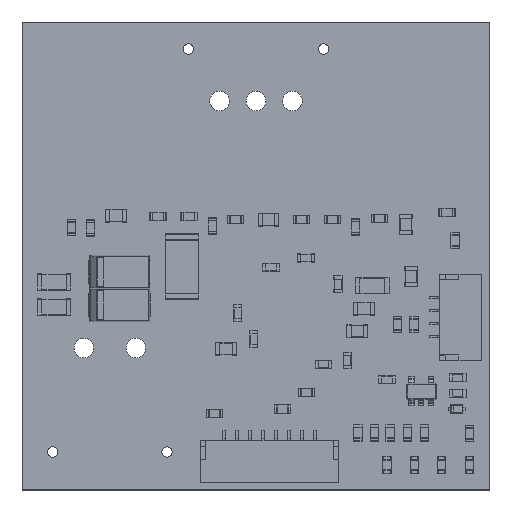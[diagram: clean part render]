
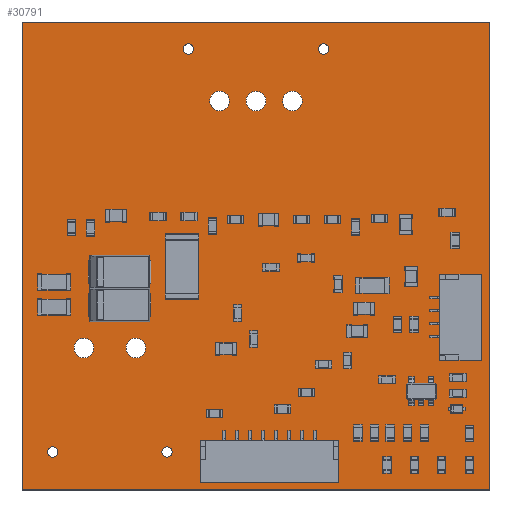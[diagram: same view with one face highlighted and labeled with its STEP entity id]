
A CAD part, top view. The second image highlights one B-rep face of the part: STEP entity #30791.
In plain terms, the highlighted planar face has unit normal (0, 0, 1).
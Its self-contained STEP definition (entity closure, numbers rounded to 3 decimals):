
#30580 = VERTEX_POINT('',#30581);
#30581 = CARTESIAN_POINT('',(168.,-149.5,1.6));
#30587 = EDGE_CURVE('',#30580,#30588,#30590,.T.);
#30588 = VERTEX_POINT('',#30589);
#30589 = CARTESIAN_POINT('',(123.,-149.5,1.6));
#30590 = LINE('',#30591,#30592);
#30591 = CARTESIAN_POINT('',(168.,-149.5,1.6));
#30592 = VECTOR('',#30593,1.);
#30593 = DIRECTION('',(-1.,0.,0.));
#30620 = VERTEX_POINT('',#30621);
#30621 = CARTESIAN_POINT('',(168.,-104.5,1.6));
#30627 = EDGE_CURVE('',#30620,#30580,#30628,.T.);
#30628 = LINE('',#30629,#30630);
#30629 = CARTESIAN_POINT('',(168.,-104.5,1.6));
#30630 = VECTOR('',#30631,1.);
#30631 = DIRECTION('',(0.,-1.,0.));
#30649 = EDGE_CURVE('',#30588,#30650,#30652,.T.);
#30650 = VERTEX_POINT('',#30651);
#30651 = CARTESIAN_POINT('',(123.,-104.5,1.6));
#30652 = LINE('',#30653,#30654);
#30653 = CARTESIAN_POINT('',(123.,-149.5,1.6));
#30654 = VECTOR('',#30655,1.);
#30655 = DIRECTION('',(0.,1.,0.));
#30791 = ADVANCED_FACE('',(#30792,#30803,#30814,#30825,#30836,#30847,
    #30858,#30869,#30880,#30891),#30902,.T.);
#30792 = FACE_BOUND('',#30793,.T.);
#30793 = EDGE_LOOP('',(#30794,#30795,#30796,#30802));
#30794 = ORIENTED_EDGE('',*,*,#30587,.F.);
#30795 = ORIENTED_EDGE('',*,*,#30627,.F.);
#30796 = ORIENTED_EDGE('',*,*,#30797,.F.);
#30797 = EDGE_CURVE('',#30650,#30620,#30798,.T.);
#30798 = LINE('',#30799,#30800);
#30799 = CARTESIAN_POINT('',(123.,-104.5,1.6));
#30800 = VECTOR('',#30801,1.);
#30801 = DIRECTION('',(1.,0.,0.));
#30802 = ORIENTED_EDGE('',*,*,#30649,.F.);
#30803 = FACE_BOUND('',#30804,.T.);
#30804 = EDGE_LOOP('',(#30805));
#30805 = ORIENTED_EDGE('',*,*,#30806,.T.);
#30806 = EDGE_CURVE('',#30807,#30807,#30809,.T.);
#30807 = VERTEX_POINT('',#30808);
#30808 = CARTESIAN_POINT('',(125.95,-146.35,1.6));
#30809 = CIRCLE('',#30810,0.5);
#30810 = AXIS2_PLACEMENT_3D('',#30811,#30812,#30813);
#30811 = CARTESIAN_POINT('',(125.95,-145.85,1.6));
#30812 = DIRECTION('',(-0.,0.,-1.));
#30813 = DIRECTION('',(-0.,-1.,0.));
#30814 = FACE_BOUND('',#30815,.T.);
#30815 = EDGE_LOOP('',(#30816));
#30816 = ORIENTED_EDGE('',*,*,#30817,.T.);
#30817 = EDGE_CURVE('',#30818,#30818,#30820,.T.);
#30818 = VERTEX_POINT('',#30819);
#30819 = CARTESIAN_POINT('',(136.95,-146.35,1.6));
#30820 = CIRCLE('',#30821,0.5);
#30821 = AXIS2_PLACEMENT_3D('',#30822,#30823,#30824);
#30822 = CARTESIAN_POINT('',(136.95,-145.85,1.6));
#30823 = DIRECTION('',(-0.,0.,-1.));
#30824 = DIRECTION('',(-0.,-1.,0.));
#30825 = FACE_BOUND('',#30826,.T.);
#30826 = EDGE_LOOP('',(#30827));
#30827 = ORIENTED_EDGE('',*,*,#30828,.T.);
#30828 = EDGE_CURVE('',#30829,#30829,#30831,.T.);
#30829 = VERTEX_POINT('',#30830);
#30830 = CARTESIAN_POINT('',(128.95,-136.8,1.6));
#30831 = CIRCLE('',#30832,0.95);
#30832 = AXIS2_PLACEMENT_3D('',#30833,#30834,#30835);
#30833 = CARTESIAN_POINT('',(128.95,-135.85,1.6));
#30834 = DIRECTION('',(-0.,0.,-1.));
#30835 = DIRECTION('',(-0.,-1.,0.));
#30836 = FACE_BOUND('',#30837,.T.);
#30837 = EDGE_LOOP('',(#30838));
#30838 = ORIENTED_EDGE('',*,*,#30839,.T.);
#30839 = EDGE_CURVE('',#30840,#30840,#30842,.T.);
#30840 = VERTEX_POINT('',#30841);
#30841 = CARTESIAN_POINT('',(133.95,-136.8,1.6));
#30842 = CIRCLE('',#30843,0.95);
#30843 = AXIS2_PLACEMENT_3D('',#30844,#30845,#30846);
#30844 = CARTESIAN_POINT('',(133.95,-135.85,1.6));
#30845 = DIRECTION('',(-0.,0.,-1.));
#30846 = DIRECTION('',(-0.,-1.,0.));
#30847 = FACE_BOUND('',#30848,.T.);
#30848 = EDGE_LOOP('',(#30849));
#30849 = ORIENTED_EDGE('',*,*,#30850,.T.);
#30850 = EDGE_CURVE('',#30851,#30851,#30853,.T.);
#30851 = VERTEX_POINT('',#30852);
#30852 = CARTESIAN_POINT('',(142.,-113.05,1.6));
#30853 = CIRCLE('',#30854,0.95);
#30854 = AXIS2_PLACEMENT_3D('',#30855,#30856,#30857);
#30855 = CARTESIAN_POINT('',(142.,-112.1,1.6));
#30856 = DIRECTION('',(-0.,0.,-1.));
#30857 = DIRECTION('',(-0.,-1.,0.));
#30858 = FACE_BOUND('',#30859,.T.);
#30859 = EDGE_LOOP('',(#30860));
#30860 = ORIENTED_EDGE('',*,*,#30861,.T.);
#30861 = EDGE_CURVE('',#30862,#30862,#30864,.T.);
#30862 = VERTEX_POINT('',#30863);
#30863 = CARTESIAN_POINT('',(145.5,-113.05,1.6));
#30864 = CIRCLE('',#30865,0.95);
#30865 = AXIS2_PLACEMENT_3D('',#30866,#30867,#30868);
#30866 = CARTESIAN_POINT('',(145.5,-112.1,1.6));
#30867 = DIRECTION('',(-0.,0.,-1.));
#30868 = DIRECTION('',(-0.,-1.,0.));
#30869 = FACE_BOUND('',#30870,.T.);
#30870 = EDGE_LOOP('',(#30871));
#30871 = ORIENTED_EDGE('',*,*,#30872,.T.);
#30872 = EDGE_CURVE('',#30873,#30873,#30875,.T.);
#30873 = VERTEX_POINT('',#30874);
#30874 = CARTESIAN_POINT('',(139.,-107.6,1.6));
#30875 = CIRCLE('',#30876,0.5);
#30876 = AXIS2_PLACEMENT_3D('',#30877,#30878,#30879);
#30877 = CARTESIAN_POINT('',(139.,-107.1,1.6));
#30878 = DIRECTION('',(-0.,0.,-1.));
#30879 = DIRECTION('',(-0.,-1.,0.));
#30880 = FACE_BOUND('',#30881,.T.);
#30881 = EDGE_LOOP('',(#30882));
#30882 = ORIENTED_EDGE('',*,*,#30883,.T.);
#30883 = EDGE_CURVE('',#30884,#30884,#30886,.T.);
#30884 = VERTEX_POINT('',#30885);
#30885 = CARTESIAN_POINT('',(149.,-113.05,1.6));
#30886 = CIRCLE('',#30887,0.95);
#30887 = AXIS2_PLACEMENT_3D('',#30888,#30889,#30890);
#30888 = CARTESIAN_POINT('',(149.,-112.1,1.6));
#30889 = DIRECTION('',(-0.,0.,-1.));
#30890 = DIRECTION('',(-0.,-1.,0.));
#30891 = FACE_BOUND('',#30892,.T.);
#30892 = EDGE_LOOP('',(#30893));
#30893 = ORIENTED_EDGE('',*,*,#30894,.T.);
#30894 = EDGE_CURVE('',#30895,#30895,#30897,.T.);
#30895 = VERTEX_POINT('',#30896);
#30896 = CARTESIAN_POINT('',(152.,-107.6,1.6));
#30897 = CIRCLE('',#30898,0.5);
#30898 = AXIS2_PLACEMENT_3D('',#30899,#30900,#30901);
#30899 = CARTESIAN_POINT('',(152.,-107.1,1.6));
#30900 = DIRECTION('',(-0.,0.,-1.));
#30901 = DIRECTION('',(-0.,-1.,0.));
#30902 = PLANE('',#30903);
#30903 = AXIS2_PLACEMENT_3D('',#30904,#30905,#30906);
#30904 = CARTESIAN_POINT('',(0.,0.,1.6));
#30905 = DIRECTION('',(0.,0.,1.));
#30906 = DIRECTION('',(1.,0.,-0.));
